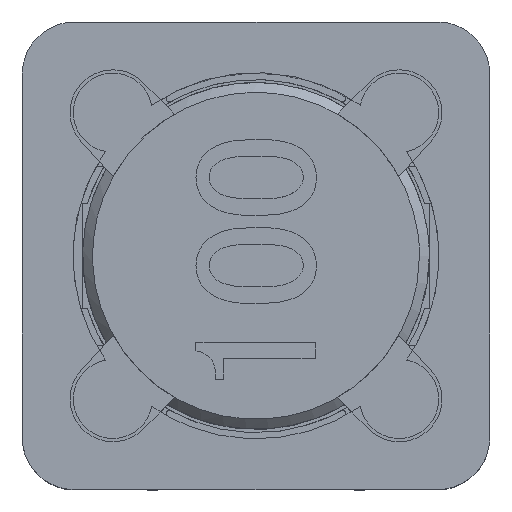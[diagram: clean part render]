
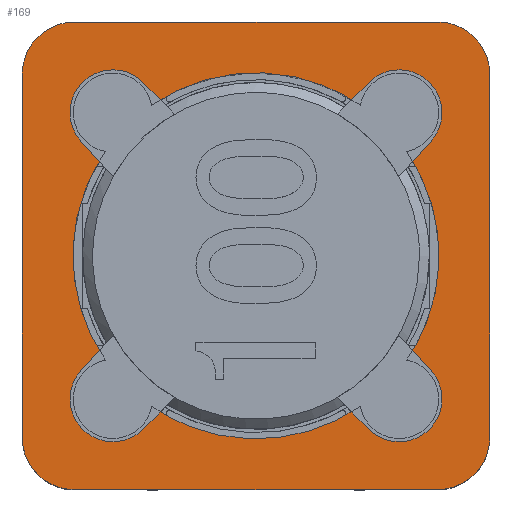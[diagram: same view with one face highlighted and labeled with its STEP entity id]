
A CAD part, top view. The second image highlights one B-rep face of the part: STEP entity #169.
In plain terms, the highlighted free-form (B-spline) face has degree [1, 1] with [2, 2] control points.
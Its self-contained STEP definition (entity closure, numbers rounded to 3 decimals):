
#20=CARTESIAN_POINT('',(-3.933,-3.933,3.3));
#21=CARTESIAN_POINT('',(-3.933,3.933,3.3));
#22=CARTESIAN_POINT('',(3.933,-3.933,3.3));
#23=CARTESIAN_POINT('',(3.933,3.933,3.3));
#24=B_SPLINE_SURFACE_WITH_KNOTS('',1,1,((#20,#21),(#22,#23)),.PLANE_SURF.,.F.,.F.,.U.,(2,2),(2,2),(0.,1.),(0.,1.),.UNSPECIFIED.);
#25=CARTESIAN_POINT('',(-2.775,-3.575,3.3));
#26=VERTEX_POINT('',#25);
#27=CARTESIAN_POINT('',(2.775,-3.575,3.3));
#28=VERTEX_POINT('',#27);
#29=CARTESIAN_POINT('',(-2.775,-3.575,3.3));
#30=CARTESIAN_POINT('',(2.775,-3.575,3.3));
#31=B_SPLINE_CURVE_WITH_KNOTS('',1,(#29,#30),.POLYLINE_FORM.,.F.,.U.,(2,2),(0.,1.),.UNSPECIFIED.);
#32=EDGE_CURVE('',#26,#28,#31,.T.);
#33=ORIENTED_EDGE('',*,*,#32,.T.);
#34=CARTESIAN_POINT('',(3.575,-2.775,3.3));
#35=VERTEX_POINT('',#34);
#36=CARTESIAN_POINT('',(2.775,-3.575,3.3));
#37=CARTESIAN_POINT('',(3.575,-3.575,3.3));
#38=CARTESIAN_POINT('',(3.575,-2.775,3.3));
#39=(BOUNDED_CURVE()B_SPLINE_CURVE(2,(#36,#37,#38),.CIRCULAR_ARC.,.F.,.U.)B_SPLINE_CURVE_WITH_KNOTS((3,3),(0.,1.),.UNSPECIFIED.)CURVE()GEOMETRIC_REPRESENTATION_ITEM()RATIONAL_B_SPLINE_CURVE((1.,0.707,1.))REPRESENTATION_ITEM(''));
#40=EDGE_CURVE('',#28,#35,#39,.T.);
#41=ORIENTED_EDGE('',*,*,#40,.T.);
#42=CARTESIAN_POINT('',(3.575,2.775,3.3));
#43=VERTEX_POINT('',#42);
#44=CARTESIAN_POINT('',(3.575,-2.775,3.3));
#45=CARTESIAN_POINT('',(3.575,2.775,3.3));
#46=B_SPLINE_CURVE_WITH_KNOTS('',1,(#44,#45),.POLYLINE_FORM.,.F.,.U.,(2,2),(0.,1.),.UNSPECIFIED.);
#47=EDGE_CURVE('',#35,#43,#46,.T.);
#48=ORIENTED_EDGE('',*,*,#47,.T.);
#49=CARTESIAN_POINT('',(2.775,3.575,3.3));
#50=VERTEX_POINT('',#49);
#51=CARTESIAN_POINT('',(3.575,2.775,3.3));
#52=CARTESIAN_POINT('',(3.575,3.575,3.3));
#53=CARTESIAN_POINT('',(2.775,3.575,3.3));
#54=(BOUNDED_CURVE()B_SPLINE_CURVE(2,(#51,#52,#53),.CIRCULAR_ARC.,.F.,.U.)B_SPLINE_CURVE_WITH_KNOTS((3,3),(0.,1.),.UNSPECIFIED.)CURVE()GEOMETRIC_REPRESENTATION_ITEM()RATIONAL_B_SPLINE_CURVE((1.,0.707,1.))REPRESENTATION_ITEM(''));
#55=EDGE_CURVE('',#43,#50,#54,.T.);
#56=ORIENTED_EDGE('',*,*,#55,.T.);
#57=CARTESIAN_POINT('',(-2.775,3.575,3.3));
#58=VERTEX_POINT('',#57);
#59=CARTESIAN_POINT('',(2.775,3.575,3.3));
#60=CARTESIAN_POINT('',(-2.775,3.575,3.3));
#61=B_SPLINE_CURVE_WITH_KNOTS('',1,(#59,#60),.POLYLINE_FORM.,.F.,.U.,(2,2),(0.,1.),.UNSPECIFIED.);
#62=EDGE_CURVE('',#50,#58,#61,.T.);
#63=ORIENTED_EDGE('',*,*,#62,.T.);
#64=CARTESIAN_POINT('',(-3.575,2.775,3.3));
#65=VERTEX_POINT('',#64);
#66=CARTESIAN_POINT('',(-2.775,3.575,3.3));
#67=CARTESIAN_POINT('',(-3.575,3.575,3.3));
#68=CARTESIAN_POINT('',(-3.575,2.775,3.3));
#69=(BOUNDED_CURVE()B_SPLINE_CURVE(2,(#66,#67,#68),.CIRCULAR_ARC.,.F.,.U.)B_SPLINE_CURVE_WITH_KNOTS((3,3),(0.,1.),.UNSPECIFIED.)CURVE()GEOMETRIC_REPRESENTATION_ITEM()RATIONAL_B_SPLINE_CURVE((1.,0.707,1.))REPRESENTATION_ITEM(''));
#70=EDGE_CURVE('',#58,#65,#69,.T.);
#71=ORIENTED_EDGE('',*,*,#70,.T.);
#72=CARTESIAN_POINT('',(-3.575,-2.775,3.3));
#73=VERTEX_POINT('',#72);
#74=CARTESIAN_POINT('',(-3.575,2.775,3.3));
#75=CARTESIAN_POINT('',(-3.575,-2.775,3.3));
#76=B_SPLINE_CURVE_WITH_KNOTS('',1,(#74,#75),.POLYLINE_FORM.,.F.,.U.,(2,2),(0.,1.),.UNSPECIFIED.);
#77=EDGE_CURVE('',#65,#73,#76,.T.);
#78=ORIENTED_EDGE('',*,*,#77,.T.);
#79=CARTESIAN_POINT('',(-3.575,-2.775,3.3));
#80=CARTESIAN_POINT('',(-3.575,-3.575,3.3));
#81=CARTESIAN_POINT('',(-2.775,-3.575,3.3));
#82=(BOUNDED_CURVE()B_SPLINE_CURVE(2,(#79,#80,#81),.CIRCULAR_ARC.,.F.,.U.)B_SPLINE_CURVE_WITH_KNOTS((3,3),(0.,1.),.UNSPECIFIED.)CURVE()GEOMETRIC_REPRESENTATION_ITEM()RATIONAL_B_SPLINE_CURVE((1.,0.707,1.))REPRESENTATION_ITEM(''));
#83=EDGE_CURVE('',#73,#26,#82,.T.);
#84=ORIENTED_EDGE('',*,*,#83,.T.);
#85=EDGE_LOOP('',(#33,#41,#48,#56,#63,#71,#78,#84));
#86=FACE_OUTER_BOUND('',#85,.T.);
#87=CARTESIAN_POINT('',(-2.302,1.595,3.3));
#88=VERTEX_POINT('',#87);
#89=CARTESIAN_POINT('',(-1.595,2.302,3.3));
#90=VERTEX_POINT('',#89);
#91=CARTESIAN_POINT('',(-2.302,1.595,3.3));
#92=CARTESIAN_POINT('',(-2.826,1.694,3.3));
#93=CARTESIAN_POINT('',(-2.792,2.227,3.3));
#94=CARTESIAN_POINT('',(-2.759,2.759,3.3));
#95=CARTESIAN_POINT('',(-2.227,2.792,3.3));
#96=CARTESIAN_POINT('',(-1.694,2.826,3.3));
#97=CARTESIAN_POINT('',(-1.595,2.302,3.3));
#98=(BOUNDED_CURVE()B_SPLINE_CURVE(2,(#91,#92,#93,#94,#95,#96,#97),.CIRCULAR_ARC.,.F.,.U.)B_SPLINE_CURVE_WITH_KNOTS((3,2,2,3),(0.,0.333,0.667,1.),.UNSPECIFIED.)CURVE()GEOMETRIC_REPRESENTATION_ITEM()RATIONAL_B_SPLINE_CURVE((1.,0.75,1.,0.75,1.,0.75,1.))REPRESENTATION_ITEM(''));
#99=EDGE_CURVE('',#88,#90,#98,.T.);
#100=ORIENTED_EDGE('',*,*,#99,.T.);
#101=CARTESIAN_POINT('',(1.595,2.302,3.3));
#102=VERTEX_POINT('',#101);
#103=CARTESIAN_POINT('',(-1.595,2.302,3.3));
#104=CARTESIAN_POINT('',(0.,3.406,3.3));
#105=CARTESIAN_POINT('',(1.595,2.302,3.3));
#106=(BOUNDED_CURVE()B_SPLINE_CURVE(2,(#103,#104,#105),.CIRCULAR_ARC.,.F.,.U.)B_SPLINE_CURVE_WITH_KNOTS((3,3),(0.,1.),.UNSPECIFIED.)CURVE()GEOMETRIC_REPRESENTATION_ITEM()RATIONAL_B_SPLINE_CURVE((1.,0.822,1.))REPRESENTATION_ITEM(''));
#107=EDGE_CURVE('',#90,#102,#106,.T.);
#108=ORIENTED_EDGE('',*,*,#107,.T.);
#109=CARTESIAN_POINT('',(2.302,1.595,3.3));
#110=VERTEX_POINT('',#109);
#111=CARTESIAN_POINT('',(1.595,2.302,3.3));
#112=CARTESIAN_POINT('',(1.694,2.826,3.3));
#113=CARTESIAN_POINT('',(2.227,2.792,3.3));
#114=CARTESIAN_POINT('',(2.759,2.759,3.3));
#115=CARTESIAN_POINT('',(2.792,2.227,3.3));
#116=CARTESIAN_POINT('',(2.826,1.694,3.3));
#117=CARTESIAN_POINT('',(2.302,1.595,3.3));
#118=(BOUNDED_CURVE()B_SPLINE_CURVE(2,(#111,#112,#113,#114,#115,#116,#117),.CIRCULAR_ARC.,.F.,.U.)B_SPLINE_CURVE_WITH_KNOTS((3,2,2,3),(0.,0.333,0.667,1.),.UNSPECIFIED.)CURVE()GEOMETRIC_REPRESENTATION_ITEM()RATIONAL_B_SPLINE_CURVE((1.,0.75,1.,0.75,1.,0.75,1.))REPRESENTATION_ITEM(''));
#119=EDGE_CURVE('',#102,#110,#118,.T.);
#120=ORIENTED_EDGE('',*,*,#119,.T.);
#121=CARTESIAN_POINT('',(2.302,-1.595,3.3));
#122=VERTEX_POINT('',#121);
#123=CARTESIAN_POINT('',(2.302,1.595,3.3));
#124=CARTESIAN_POINT('',(3.406,0.,3.3));
#125=CARTESIAN_POINT('',(2.302,-1.595,3.3));
#126=(BOUNDED_CURVE()B_SPLINE_CURVE(2,(#123,#124,#125),.CIRCULAR_ARC.,.F.,.U.)B_SPLINE_CURVE_WITH_KNOTS((3,3),(0.,1.),.UNSPECIFIED.)CURVE()GEOMETRIC_REPRESENTATION_ITEM()RATIONAL_B_SPLINE_CURVE((1.,0.822,1.))REPRESENTATION_ITEM(''));
#127=EDGE_CURVE('',#110,#122,#126,.T.);
#128=ORIENTED_EDGE('',*,*,#127,.T.);
#129=CARTESIAN_POINT('',(1.595,-2.302,3.3));
#130=VERTEX_POINT('',#129);
#131=CARTESIAN_POINT('',(2.302,-1.595,3.3));
#132=CARTESIAN_POINT('',(2.826,-1.694,3.3));
#133=CARTESIAN_POINT('',(2.792,-2.227,3.3));
#134=CARTESIAN_POINT('',(2.759,-2.759,3.3));
#135=CARTESIAN_POINT('',(2.227,-2.792,3.3));
#136=CARTESIAN_POINT('',(1.694,-2.826,3.3));
#137=CARTESIAN_POINT('',(1.595,-2.302,3.3));
#138=(BOUNDED_CURVE()B_SPLINE_CURVE(2,(#131,#132,#133,#134,#135,#136,#137),.CIRCULAR_ARC.,.F.,.U.)B_SPLINE_CURVE_WITH_KNOTS((3,2,2,3),(0.,0.333,0.667,1.),.UNSPECIFIED.)CURVE()GEOMETRIC_REPRESENTATION_ITEM()RATIONAL_B_SPLINE_CURVE((1.,0.75,1.,0.75,1.,0.75,1.))REPRESENTATION_ITEM(''));
#139=EDGE_CURVE('',#122,#130,#138,.T.);
#140=ORIENTED_EDGE('',*,*,#139,.T.);
#141=CARTESIAN_POINT('',(-1.595,-2.302,3.3));
#142=VERTEX_POINT('',#141);
#143=CARTESIAN_POINT('',(1.595,-2.302,3.3));
#144=CARTESIAN_POINT('',(0.,-3.406,3.3));
#145=CARTESIAN_POINT('',(-1.595,-2.302,3.3));
#146=(BOUNDED_CURVE()B_SPLINE_CURVE(2,(#143,#144,#145),.CIRCULAR_ARC.,.F.,.U.)B_SPLINE_CURVE_WITH_KNOTS((3,3),(0.,1.),.UNSPECIFIED.)CURVE()GEOMETRIC_REPRESENTATION_ITEM()RATIONAL_B_SPLINE_CURVE((1.,0.822,1.))REPRESENTATION_ITEM(''));
#147=EDGE_CURVE('',#130,#142,#146,.T.);
#148=ORIENTED_EDGE('',*,*,#147,.T.);
#149=CARTESIAN_POINT('',(-2.302,-1.595,3.3));
#150=VERTEX_POINT('',#149);
#151=CARTESIAN_POINT('',(-1.595,-2.302,3.3));
#152=CARTESIAN_POINT('',(-1.694,-2.826,3.3));
#153=CARTESIAN_POINT('',(-2.227,-2.792,3.3));
#154=CARTESIAN_POINT('',(-2.759,-2.759,3.3));
#155=CARTESIAN_POINT('',(-2.792,-2.227,3.3));
#156=CARTESIAN_POINT('',(-2.826,-1.694,3.3));
#157=CARTESIAN_POINT('',(-2.302,-1.595,3.3));
#158=(BOUNDED_CURVE()B_SPLINE_CURVE(2,(#151,#152,#153,#154,#155,#156,#157),.CIRCULAR_ARC.,.F.,.U.)B_SPLINE_CURVE_WITH_KNOTS((3,2,2,3),(0.,0.333,0.667,1.),.UNSPECIFIED.)CURVE()GEOMETRIC_REPRESENTATION_ITEM()RATIONAL_B_SPLINE_CURVE((1.,0.75,1.,0.75,1.,0.75,1.))REPRESENTATION_ITEM(''));
#159=EDGE_CURVE('',#142,#150,#158,.T.);
#160=ORIENTED_EDGE('',*,*,#159,.T.);
#161=CARTESIAN_POINT('',(-2.302,-1.595,3.3));
#162=CARTESIAN_POINT('',(-3.406,0.,3.3));
#163=CARTESIAN_POINT('',(-2.302,1.595,3.3));
#164=(BOUNDED_CURVE()B_SPLINE_CURVE(2,(#161,#162,#163),.CIRCULAR_ARC.,.F.,.U.)B_SPLINE_CURVE_WITH_KNOTS((3,3),(0.,1.),.UNSPECIFIED.)CURVE()GEOMETRIC_REPRESENTATION_ITEM()RATIONAL_B_SPLINE_CURVE((1.,0.822,1.))REPRESENTATION_ITEM(''));
#165=EDGE_CURVE('',#150,#88,#164,.T.);
#166=ORIENTED_EDGE('',*,*,#165,.T.);
#167=EDGE_LOOP('',(#100,#108,#120,#128,#140,#148,#160,#166));
#168=FACE_BOUND('',#167,.T.);
#169=ADVANCED_FACE('',(#86,#168),#24,.T.);
